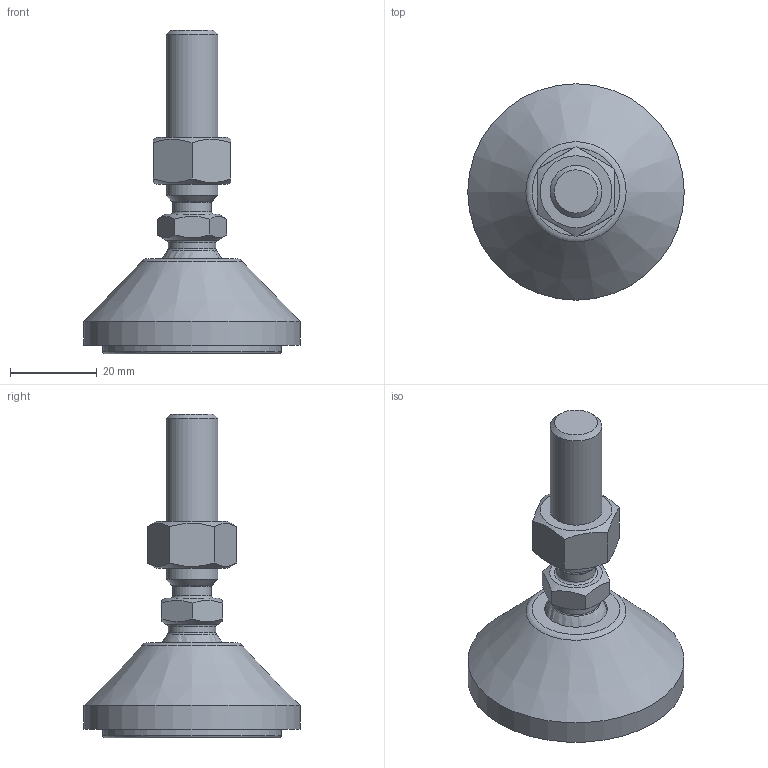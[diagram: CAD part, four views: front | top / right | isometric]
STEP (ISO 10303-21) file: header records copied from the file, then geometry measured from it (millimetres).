
FILE_DESCRIPTION((''),'2;1');
FILE_NAME('405012.stp','2014-02-13T17:15:13',('AlitecKK'),(''),'Autodesk Inventor 2011','Autodesk Inventor 2011','');
FILE_SCHEMA(('AUTOMOTIVE_DESIGN { 1 0 10303 214 1 1 1 1 }'));
Length unit declared in the file: millimetre
Products named in the file (5): 405012; 405010-1; 405010-2; ISO4032_M12; Dřík M12x63
Assembly tree (4 placements, depth 2):
  405012
    405010-1
    405010-2
    ISO4032_M12
    Dřík M12x63
Bounding box: 50 x 50 x 74.81 mm (x, y, z)
Volume: 31059.3 mm3; surface area: 16069.1 mm2
Topology: 4 solids, 4 shells, 89 faces, 205 edges, 134 vertices
Faces by surface type: plane 54, cone 10, sphere 10, cylinder 9, torus 6
Full cylindrical faces by diameter (mm): 9 x1, 10.106 x1, 11 x1, 12 x1, 14.25 x1, 14.3 x1, 41.3 x1, 41.5 x1, 50 x1
Entity records: 2510 total; most frequent: CARTESIAN_POINT 476, DIRECTION 414, ORIENTED_EDGE 342, AXIS2_PLACEMENT_3D 185, EDGE_CURVE 171, EDGE_LOOP 128, VERTEX_POINT 127, FACE_OUTER_BOUND 89
